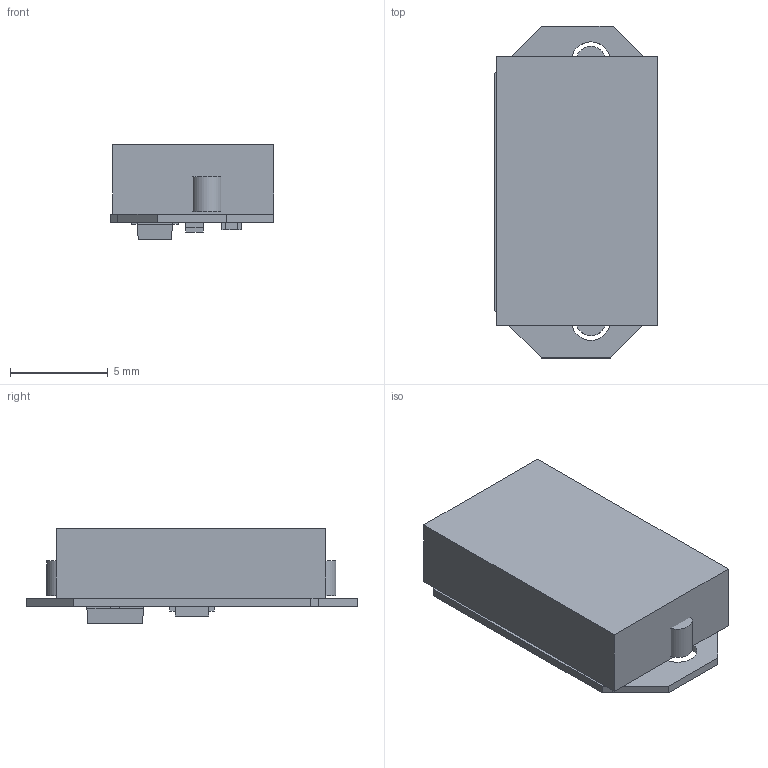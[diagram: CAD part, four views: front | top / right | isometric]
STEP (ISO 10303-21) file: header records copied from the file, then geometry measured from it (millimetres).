
FILE_DESCRIPTION(('Open CASCADE Model'),'2;1');
FILE_NAME('Open CASCADE Shape Model','2019-10-22T00:46:34',('Author'),( 'Open CASCADE'),'Open CASCADE STEP processor 6.8','Open CASCADE 6.8' ,'Unknown');
FILE_SCHEMA(('AUTOMOTIVE_DESIGN { 1 0 10303 214 1 1 1 1 }'));
Length unit declared in the file: millimetre
Products named in the file (22): PCB; Board; R1; 6108435968; term1; term2; body; LED1; 6116654912; Extruded; 6116654720; IC1; 6108435584; Body; PinsArrayL; PinsArrayR; BH1; 6107972032; Cylinder; 6107971840
Assembly tree (23 placements, depth 4):
  PCB
    Board
    R1
      6108435968
        term1
        term2
        body
    LED1
      6116654912  x2
        Extruded
      6116654720
        Extruded
    IC1
      6108435584
        Body
        PinsArrayL
        PinsArrayR
    BH1
      6107972032  x2
        Cylinder
      6107971840
        Extruded
Bounding box: 8.38 x 17.02 x 4.85 mm (x, y, z)
Volume: 468.8 mm3; surface area: 713.7 mm2
Topology: 14 solids, 14 shells, 91 faces, 182 edges, 120 vertices
Faces by surface type: plane 86, cylinder 5
Full cylindrical faces by diameter (mm): 0.225 x1, 1.524 x2, 2 x2
Entity records: 2634 total; most frequent: DIRECTION 387, CARTESIAN_POINT 383, ORIENTED_EDGE 334, EDGE_CURVE 167, LINE 159, VECTOR 159, AXIS2_PLACEMENT_3D 114, VERTEX_POINT 110
